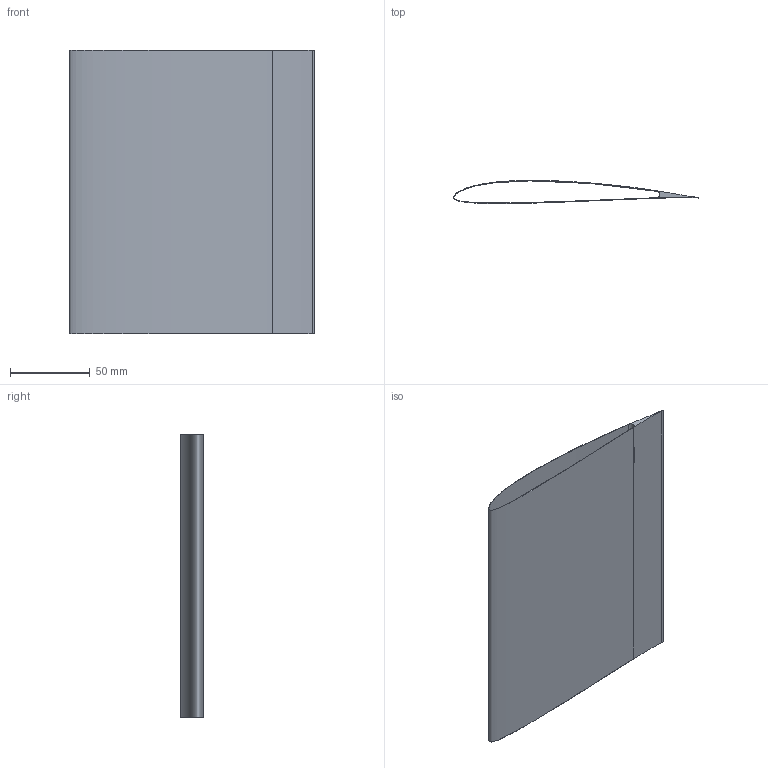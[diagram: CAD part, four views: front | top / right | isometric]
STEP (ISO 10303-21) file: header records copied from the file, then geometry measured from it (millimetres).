
FILE_DESCRIPTION (( 'STEP AP214' ), '1' );
FILE_NAME ('Wing_SD7080_6in_cutout.STEP', '2025-08-24T21:19:50', ( '' ), ( '' ), 'SwSTEP 2.0', 'SolidWorks 2024', '' );
FILE_SCHEMA (( 'AUTOMOTIVE_DESIGN' ));
Length unit declared in the file: inch
Products named in the file (1): Wing_SD7080_6in_cutout
Bounding box: 153.41 x 14.27 x 177.8 mm (x, y, z)
Volume: 294.2 mm3; surface area: 102532.5 mm2
Topology: 1 solids, 1 shells, 6 faces, 12 edges, 8 vertices
Faces by surface type: plane 3, bspline 2, cylinder 1
Entity records: 593 total; most frequent: CARTESIAN_POINT 445, ORIENTED_EDGE 24, DIRECTION 20, EDGE_CURVE 12, EDGE_LOOP 8, VERTEX_POINT 8, AXIS2_PLACEMENT_3D 7, FACE_OUTER_BOUND 6
